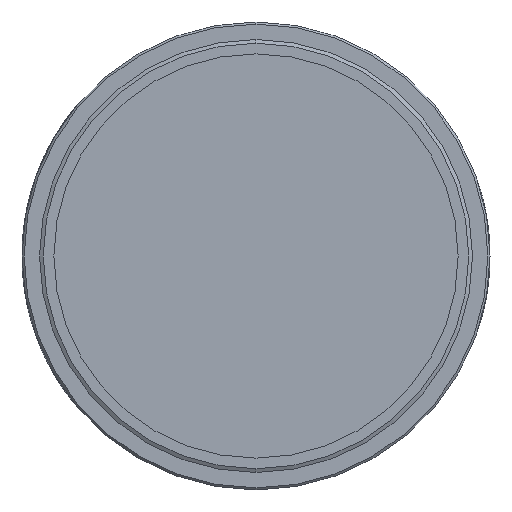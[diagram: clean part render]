
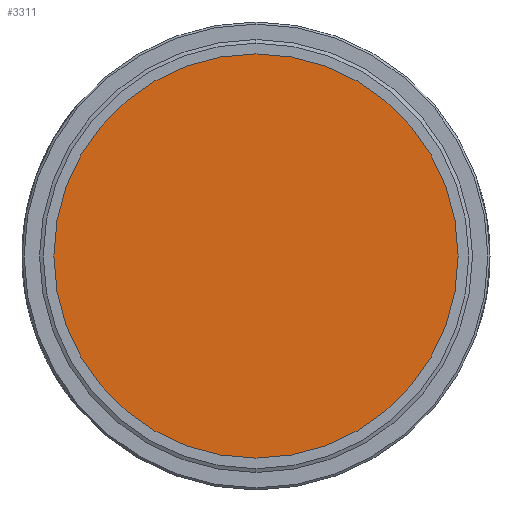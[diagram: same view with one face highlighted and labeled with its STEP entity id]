
A CAD part, left-side view. The second image highlights one B-rep face of the part: STEP entity #3311.
In plain terms, the highlighted planar face has unit normal (-1, 0, 0).
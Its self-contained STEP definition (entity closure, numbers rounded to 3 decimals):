
#349 = DIRECTION ( 'NONE',  ( 0., 0., -1. ) ) ;
#1150 = EDGE_CURVE ( 'NONE', #6623, #11093, #4337, .T. ) ;
#2051 = ORIENTED_EDGE ( 'NONE', *, *, #8540, .T. ) ;
#3231 = AXIS2_PLACEMENT_3D ( 'NONE', #11806, #4737, #12992 ) ;
#3311 = ADVANCED_FACE ( 'NONE', ( #12816 ), #10388, .F. ) ;
#4337 = CIRCLE ( 'NONE', #14164, 25.15 ) ;
#4501 = CARTESIAN_POINT ( 'NONE',  ( -2.667, 0., 0. ) ) ;
#4737 = DIRECTION ( 'NONE',  ( -1., 0., 0. ) ) ;
#5701 = DIRECTION ( 'NONE',  ( 1., 0., 0. ) ) ;
#6623 = VERTEX_POINT ( 'NONE', #9989 ) ;
#7419 = DIRECTION ( 'NONE',  ( -1., 0., 0. ) ) ;
#8103 = CIRCLE ( 'NONE', #3231, 25.15 ) ;
#8540 = EDGE_CURVE ( 'NONE', #11093, #6623, #8103, .T. ) ;
#9947 = EDGE_LOOP ( 'NONE', ( #11032, #2051 ) ) ;
#9989 = CARTESIAN_POINT ( 'NONE',  ( -2.667, 0., -25.15 ) ) ;
#10388 = PLANE ( 'NONE',  #11683 ) ;
#11032 = ORIENTED_EDGE ( 'NONE', *, *, #1150, .T. ) ;
#11093 = VERTEX_POINT ( 'NONE', #12610 ) ;
#11683 = AXIS2_PLACEMENT_3D ( 'NONE', #4501, #5701, #13958 ) ;
#11806 = CARTESIAN_POINT ( 'NONE',  ( -2.667, 0., 0. ) ) ;
#12610 = CARTESIAN_POINT ( 'NONE',  ( -2.667, 0., 25.15 ) ) ;
#12816 = FACE_OUTER_BOUND ( 'NONE', #9947, .T. ) ;
#12992 = DIRECTION ( 'NONE',  ( 0., 0., -1. ) ) ;
#13958 = DIRECTION ( 'NONE',  ( 0., 0., -1. ) ) ;
#14164 = AXIS2_PLACEMENT_3D ( 'NONE', #14494, #7419, #349 ) ;
#14494 = CARTESIAN_POINT ( 'NONE',  ( -2.667, 0., 0. ) ) ;
